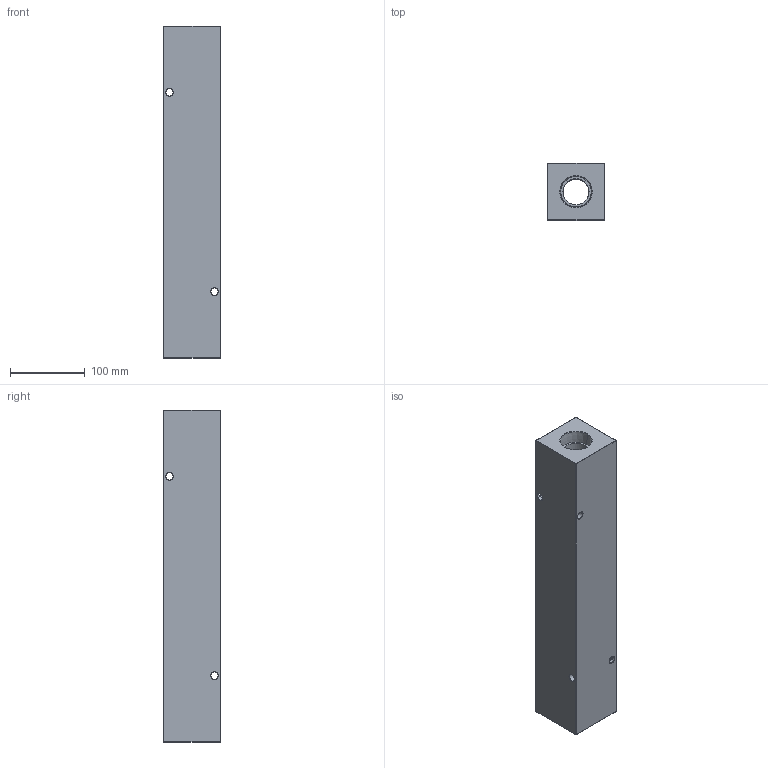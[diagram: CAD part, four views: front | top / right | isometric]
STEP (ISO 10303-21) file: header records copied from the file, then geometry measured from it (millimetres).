
FILE_DESCRIPTION (( 'STEP AP203' ), '1' );
FILE_NAME ('HM-5-90-P-20-12.STEP', '2020-11-06T17:15:51', ( '' ), ( '' ), 'SwSTEP 2.0', 'SolidWorks 2019', '' );
FILE_SCHEMA (( 'CONFIG_CONTROL_DESIGN' ));
Length unit declared in the file: inch
Products named in the file (1): HM-5-90-P-20-12
Bounding box: 76.2 x 76.2 x 444.5 mm (x, y, z)
Volume: 2011181.1 mm3; surface area: 211182.9 mm2
Topology: 1 solids, 1 shells, 538 faces, 1396 edges, 910 vertices
Faces by surface type: plane 259, bspline 197, cone 44, cylinder 38
Entity records: 27313 total; most frequent: CARTESIAN_POINT 15362, ORIENTED_EDGE 2792, DIRECTION 1762, EDGE_CURVE 1396, VERTEX_POINT 910, VECTOR 854, LINE 854, EDGE_LOOP 622
